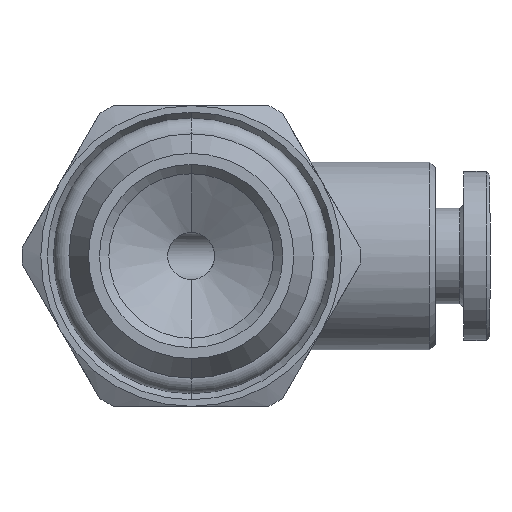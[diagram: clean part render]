
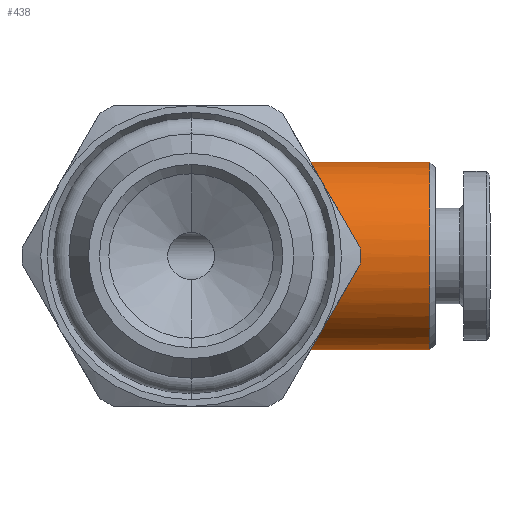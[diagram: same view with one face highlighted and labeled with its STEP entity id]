
A CAD part, front view. The second image highlights one B-rep face of the part: STEP entity #438.
In plain terms, the highlighted cylindrical face has radius 5 mm (diameter 10 mm), a partial arc.
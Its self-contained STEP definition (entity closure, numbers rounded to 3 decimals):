
#34 = AXIS2_PLACEMENT_3D ( 'NONE', #1965, #1966, #1967 ) ;
#88 = VECTOR ( 'NONE', #1464, 1000. ) ;
#92 = VECTOR ( 'NONE', #1469, 1000. ) ;
#109 = AXIS2_PLACEMENT_3D ( 'NONE', #206, #207, #208 ) ;
#128 = CIRCLE ( 'NONE', #109, 5. ) ;
#206 = CARTESIAN_POINT ( 'NONE',  ( 4., 0., 0. ) ) ;
#207 = DIRECTION ( 'NONE',  ( -1., 0., 0. ) ) ;
#208 = DIRECTION ( 'NONE',  ( 0., 0., 1. ) ) ;
#438 = ADVANCED_FACE ( 'NONE', ( #1026 ), #1027, .T. ) ;
#490 = EDGE_CURVE ( 'NONE', #2241, #2226, #2749, .T. ) ;
#491 = EDGE_CURVE ( 'NONE', #2223, #2224, #2828, .T. ) ;
#502 = EDGE_CURVE ( 'NONE', #2241, #2228, #684, .T. ) ;
#521 = EDGE_CURVE ( 'NONE', #2223, #2227, #1068, .T. ) ;
#523 = EDGE_CURVE ( 'NONE', #2224, #2226, #1069, .T. ) ;
#544 = EDGE_CURVE ( 'NONE', #2227, #2228, #128, .T. ) ;
#684 = B_SPLINE_CURVE_WITH_KNOTS ( 'NONE', 3,
 ( #2954, #2955, #2956, #1397, #1398, #1399, #1400, #1401, #1402, #1403, #1404, #1405, #1406, #1407, #1408, #1409, #1410, #1411 ),
 .UNSPECIFIED., .F., .F.,
 ( 4, 2, 2, 2, 2, 2, 2, 2, 4 ),
 ( 0.023, 0.024, 0.025, 0.025, 0.026, 0.027, 0.028, 0.028, 0.029 ),
 .UNSPECIFIED. ) ;
#841 = AXIS2_PLACEMENT_3D ( 'NONE', #2916, #2917, #2918 ) ;
#1026 = FACE_OUTER_BOUND ( 'NONE', #1527, .T. ) ;
#1027 = CYLINDRICAL_SURFACE ( 'NONE', #34, 5. ) ;
#1068 = LINE ( 'NONE', #1463, #88 ) ;
#1069 = LINE ( 'NONE', #1468, #92 ) ;
#1101 = ORIENTED_EDGE ( 'NONE', *, *, #521, .F. ) ;
#1104 = ORIENTED_EDGE ( 'NONE', *, *, #490, .F. ) ;
#1105 = ORIENTED_EDGE ( 'NONE', *, *, #523, .T. ) ;
#1110 = ORIENTED_EDGE ( 'NONE', *, *, #544, .F. ) ;
#1111 = ORIENTED_EDGE ( 'NONE', *, *, #491, .T. ) ;
#1116 = ORIENTED_EDGE ( 'NONE', *, *, #502, .T. ) ;
#1397 = CARTESIAN_POINT ( 'NONE',  ( 4.452, -4.615, 1.939 ) ) ;
#1398 = CARTESIAN_POINT ( 'NONE',  ( 4.542, -4.702, 1.718 ) ) ;
#1399 = CARTESIAN_POINT ( 'NONE',  ( 4.692, -4.847, 1.251 ) ) ;
#1400 = CARTESIAN_POINT ( 'NONE',  ( 4.751, -4.904, 1.007 ) ) ;
#1401 = CARTESIAN_POINT ( 'NONE',  ( 4.829, -4.98, 0.513 ) ) ;
#1402 = CARTESIAN_POINT ( 'NONE',  ( 4.85, -5., 0.261 ) ) ;
#1403 = CARTESIAN_POINT ( 'NONE',  ( 4.85, -5., -0.254 ) ) ;
#1404 = CARTESIAN_POINT ( 'NONE',  ( 4.83, -4.981, -0.507 ) ) ;
#1405 = CARTESIAN_POINT ( 'NONE',  ( 4.752, -4.905, -1.004 ) ) ;
#1406 = CARTESIAN_POINT ( 'NONE',  ( 4.693, -4.847, -1.25 ) ) ;
#1407 = CARTESIAN_POINT ( 'NONE',  ( 4.543, -4.703, -1.716 ) ) ;
#1408 = CARTESIAN_POINT ( 'NONE',  ( 4.452, -4.615, -1.938 ) ) ;
#1409 = CARTESIAN_POINT ( 'NONE',  ( 4.244, -4.414, -2.36 ) ) ;
#1410 = CARTESIAN_POINT ( 'NONE',  ( 4.126, -4.301, -2.559 ) ) ;
#1411 = CARTESIAN_POINT ( 'NONE',  ( 4., -4.181, -2.743 ) ) ;
#1463 = CARTESIAN_POINT ( 'NONE',  ( -3.45, 0., -5. ) ) ;
#1464 = DIRECTION ( 'NONE',  ( -1., 0., 0. ) ) ;
#1468 = CARTESIAN_POINT ( 'NONE',  ( -3.45, 0., 5. ) ) ;
#1469 = DIRECTION ( 'NONE',  ( -1., 0., 0. ) ) ;
#1527 = EDGE_LOOP ( 'NONE', ( #1101, #1111, #1105, #1104, #1116, #1110 ) ) ;
#1965 = CARTESIAN_POINT ( 'NONE',  ( -3.45, 0., 0. ) ) ;
#1966 = DIRECTION ( 'NONE',  ( -1., 0., 0. ) ) ;
#1967 = DIRECTION ( 'NONE',  ( 0., 0., 1. ) ) ;
#2223 = VERTEX_POINT ( 'NONE', #2618 ) ;
#2224 = VERTEX_POINT ( 'NONE', #2619 ) ;
#2226 = VERTEX_POINT ( 'NONE', #2621 ) ;
#2227 = VERTEX_POINT ( 'NONE', #2622 ) ;
#2228 = VERTEX_POINT ( 'NONE', #2623 ) ;
#2241 = VERTEX_POINT ( 'NONE', #2636 ) ;
#2618 = CARTESIAN_POINT ( 'NONE',  ( 12.7, 0., -5. ) ) ;
#2619 = CARTESIAN_POINT ( 'NONE',  ( 12.7, 0., 5. ) ) ;
#2621 = CARTESIAN_POINT ( 'NONE',  ( 4., 0., 5. ) ) ;
#2622 = CARTESIAN_POINT ( 'NONE',  ( 4., 0., -5. ) ) ;
#2623 = CARTESIAN_POINT ( 'NONE',  ( 4., -4.181, -2.743 ) ) ;
#2636 = CARTESIAN_POINT ( 'NONE',  ( 4., -4.181, 2.743 ) ) ;
#2749 = CIRCLE ( 'NONE', #2830, 5. ) ;
#2828 = CIRCLE ( 'NONE', #841, 5. ) ;
#2830 = AXIS2_PLACEMENT_3D ( 'NONE', #2913, #2914, #2915 ) ;
#2913 = CARTESIAN_POINT ( 'NONE',  ( 4., 0., 0. ) ) ;
#2914 = DIRECTION ( 'NONE',  ( -1., 0., 0. ) ) ;
#2915 = DIRECTION ( 'NONE',  ( 0., 0., 1. ) ) ;
#2916 = CARTESIAN_POINT ( 'NONE',  ( 12.7, 0., 0. ) ) ;
#2917 = DIRECTION ( 'NONE',  ( -1., 0., 0. ) ) ;
#2918 = DIRECTION ( 'NONE',  ( 0., 0., 1. ) ) ;
#2954 = CARTESIAN_POINT ( 'NONE',  ( 4., -4.181, 2.743 ) ) ;
#2955 = CARTESIAN_POINT ( 'NONE',  ( 4.126, -4.302, 2.558 ) ) ;
#2956 = CARTESIAN_POINT ( 'NONE',  ( 4.244, -4.415, 2.358 ) ) ;
